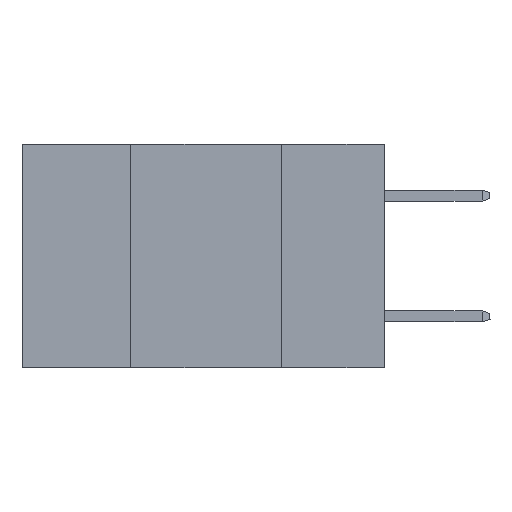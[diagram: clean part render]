
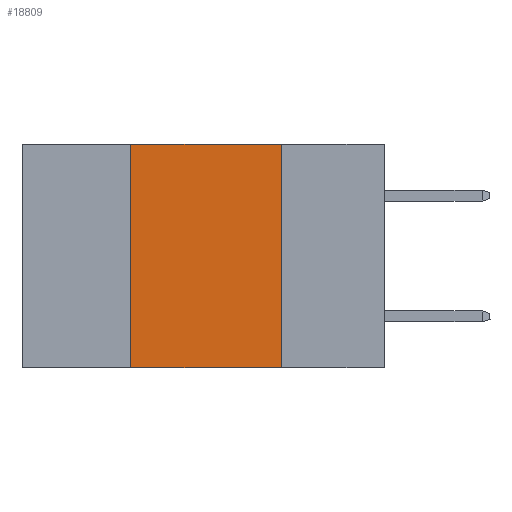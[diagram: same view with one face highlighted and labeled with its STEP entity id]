
A CAD part, left-side view. The second image highlights one B-rep face of the part: STEP entity #18809.
In plain terms, the highlighted planar face has unit normal (-1, 0, 0).
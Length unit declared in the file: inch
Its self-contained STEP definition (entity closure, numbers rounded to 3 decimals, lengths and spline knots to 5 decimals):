
#1240 = ORIENTED_EDGE ( 'NONE', *, *, #9623, .F. ) ;
#2120 = VECTOR ( 'NONE', #10675, 39.37008 ) ;
#4053 = LINE ( 'NONE', #13081, #16392 ) ;
#5196 = CARTESIAN_POINT ( 'NONE',  ( 0., 0.6, 0. ) ) ;
#5254 = ORIENTED_EDGE ( 'NONE', *, *, #8342, .F. ) ;
#5639 = AXIS2_PLACEMENT_3D ( 'NONE', #12119, #18668, #15465 ) ;
#6060 = VERTEX_POINT ( 'NONE', #12781 ) ;
#6858 = DIRECTION ( 'NONE',  ( 0., -1., 0. ) ) ;
#7113 = CARTESIAN_POINT ( 'NONE',  ( 0., 0.6, -0.37 ) ) ;
#8342 = EDGE_CURVE ( 'NONE', #15777, #18885, #19898, .T. ) ;
#8462 = VECTOR ( 'NONE', #6858, 39.37008 ) ;
#8747 = EDGE_LOOP ( 'NONE', ( #17263, #1240, #5254, #21370 ) ) ;
#8974 = CARTESIAN_POINT ( 'NONE',  ( 0., 0.42, 0. ) ) ;
#9593 = CARTESIAN_POINT ( 'NONE',  ( 0., 0.42, -0.37 ) ) ;
#9623 = EDGE_CURVE ( 'NONE', #18885, #18256, #17312, .T. ) ;
#10675 = DIRECTION ( 'NONE',  ( 0., 0., 1. ) ) ;
#10944 = VECTOR ( 'NONE', #12186, 39.37008 ) ;
#12119 = CARTESIAN_POINT ( 'NONE',  ( 0., 0.6, 0. ) ) ;
#12186 = DIRECTION ( 'NONE',  ( 0., -1., 0. ) ) ;
#12781 = CARTESIAN_POINT ( 'NONE',  ( 0., 0.17, -0.37 ) ) ;
#13081 = CARTESIAN_POINT ( 'NONE',  ( 0., 0.17, -0.37 ) ) ;
#13094 = EDGE_CURVE ( 'NONE', #15777, #6060, #19727, .T. ) ;
#13460 = EDGE_CURVE ( 'NONE', #18256, #6060, #4053, .T. ) ;
#13812 = PLANE ( 'NONE',  #5639 ) ;
#14721 = FACE_OUTER_BOUND ( 'NONE', #8747, .T. ) ;
#15465 = DIRECTION ( 'NONE',  ( 0., 0., -1. ) ) ;
#15777 = VERTEX_POINT ( 'NONE', #9593 ) ;
#16392 = VECTOR ( 'NONE', #21238, 39.37008 ) ;
#17206 = CARTESIAN_POINT ( 'NONE',  ( 0., 0.17, 0. ) ) ;
#17263 = ORIENTED_EDGE ( 'NONE', *, *, #13460, .F. ) ;
#17312 = LINE ( 'NONE', #5196, #8462 ) ;
#18256 = VERTEX_POINT ( 'NONE', #17206 ) ;
#18668 = DIRECTION ( 'NONE',  ( 1., 0., 0. ) ) ;
#18809 = ADVANCED_FACE ( 'NONE', ( #14721 ), #13812, .F. ) ;
#18885 = VERTEX_POINT ( 'NONE', #8974 ) ;
#19727 = LINE ( 'NONE', #7113, #10944 ) ;
#19898 = LINE ( 'NONE', #20557, #2120 ) ;
#20557 = CARTESIAN_POINT ( 'NONE',  ( 0., 0.42, -0.37 ) ) ;
#21238 = DIRECTION ( 'NONE',  ( 0., 0., -1. ) ) ;
#21370 = ORIENTED_EDGE ( 'NONE', *, *, #13094, .T. ) ;
